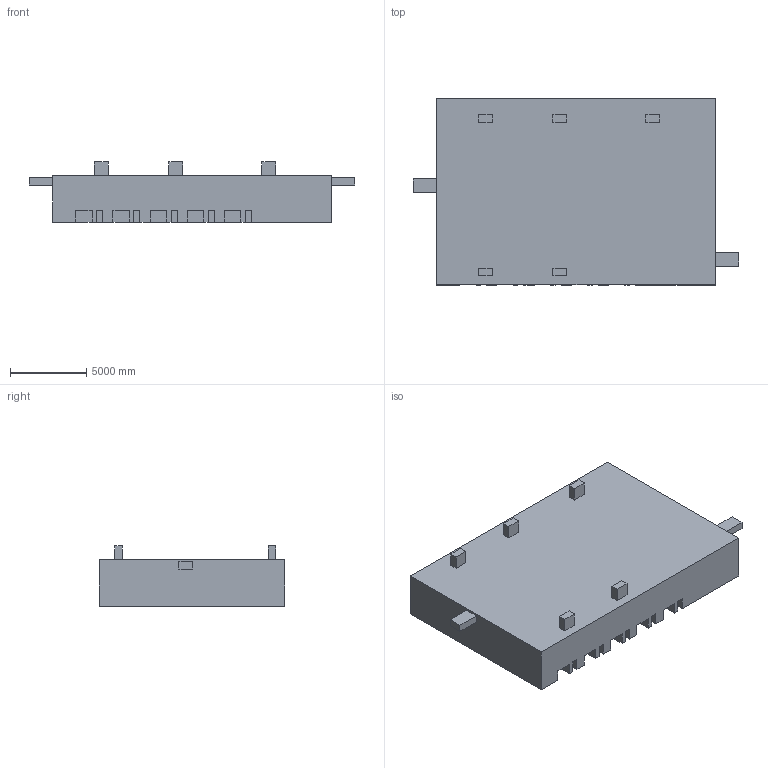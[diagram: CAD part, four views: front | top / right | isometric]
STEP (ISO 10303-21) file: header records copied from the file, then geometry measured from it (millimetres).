
FILE_DESCRIPTION(('FreeCAD Model'),'2;1');
FILE_NAME('flow_domain.step', '2021-11-13T21:47:57',('Author'),(''), 'Open CASCADE STEP processor 7.3','FreeCAD','Unknown');
FILE_SCHEMA(('AUTOMOTIVE_DESIGN { 1 0 10303 214 1 1 1 1 }'));
Length unit declared in the file: millimetre
Products named in the file (1): Cut
Bounding box: 21336 x 12192 x 3962.4 mm (x, y, z)
Volume: 648653212011.2 mm3; surface area: 689630414.3 mm2
Topology: 1 solids, 1 shells, 124 faces, 345 edges, 230 vertices
Faces by surface type: plane 124
Entity records: 9198 total; most frequent: CARTESIAN_POINT 1446, DIRECTION 1229, LINE 979, VECTOR 979, ORIENTED_EDGE 690, PCURVE 690, DEFINITIONAL_REPRESENTATION 690, EDGE_CURVE 345
